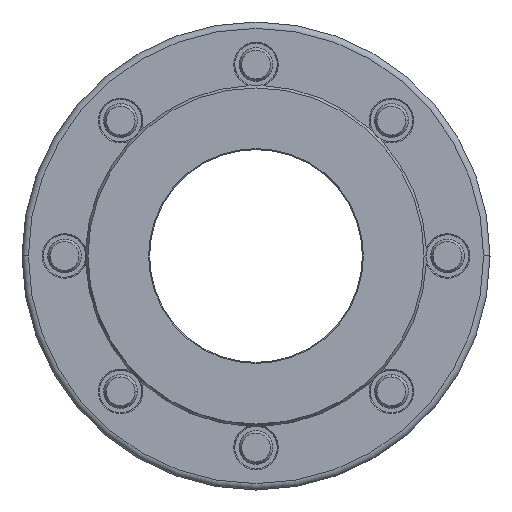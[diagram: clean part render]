
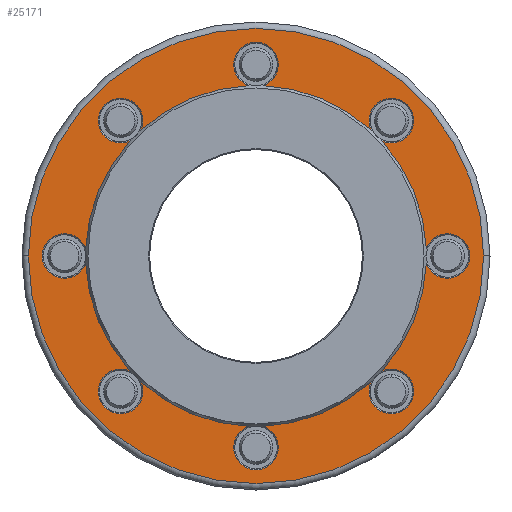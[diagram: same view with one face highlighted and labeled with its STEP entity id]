
A CAD part, left-side view. The second image highlights one B-rep face of the part: STEP entity #25171.
In plain terms, the highlighted planar face has unit normal (-1, 0, 0).
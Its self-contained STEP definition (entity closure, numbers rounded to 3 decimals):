
#4729=CARTESIAN_POINT('',(2.,0.,0.));
#4730=DIRECTION('',(-1.,0.,0.));
#4731=DIRECTION('',(0.,-1.,0.));
#4732=AXIS2_PLACEMENT_3D('',#4729,#4730,#4731);
#4734=CARTESIAN_POINT('',(2.,0.,0.));
#4735=DIRECTION('',(-1.,0.,0.));
#4736=DIRECTION('',(0.,1.,0.));
#4737=AXIS2_PLACEMENT_3D('',#4734,#4735,#4736);
#4764=CARTESIAN_POINT('',(2.,-59.061,
-54.191));
#4766=CARTESIAN_POINT('',(2.,-63.64,-63.64));
#4767=DIRECTION('',(1.,0.,0.));
#4768=DIRECTION('',(0.,0.436,0.9));
#4769=AXIS2_PLACEMENT_3D('',#4766,#4767,#4768);
#4826=CARTESIAN_POINT('',(2.,0.,0.));
#4827=DIRECTION('',(-1.,0.,0.));
#4828=DIRECTION('',(0.,-0.043,-0.999));
#4829=AXIS2_PLACEMENT_3D('',#4826,#4827,#4828);
#4846=CARTESIAN_POINT('',(2.,0.,0.));
#4847=DIRECTION('',(-1.,0.,0.));
#4848=DIRECTION('',(0.,0.676,-0.737));
#4849=AXIS2_PLACEMENT_3D('',#4846,#4847,#4848);
#4866=CARTESIAN_POINT('',(2.,0.,0.));
#4867=DIRECTION('',(-1.,0.,0.));
#4868=DIRECTION('',(0.,0.999,-0.043));
#4869=AXIS2_PLACEMENT_3D('',#4866,#4867,#4868);
#4899=CARTESIAN_POINT('',(2.,0.,0.));
#4900=DIRECTION('',(-1.,0.,0.));
#4901=DIRECTION('',(0.,-0.737,-0.676));
#4902=AXIS2_PLACEMENT_3D('',#4899,#4900,#4901);
#4909=CARTESIAN_POINT('',(2.,-3.443,
-80.081));
#4911=CARTESIAN_POINT('',(2.,0.,-90.));
#4912=DIRECTION('',(1.,0.,0.));
#4913=DIRECTION('',(0.,-0.328,0.945));
#4914=AXIS2_PLACEMENT_3D('',#4911,#4912,#4913);
#4916=CARTESIAN_POINT('',(2.,3.443,-80.081));
#4969=CARTESIAN_POINT('',(2.,54.191,-59.061));
#4971=CARTESIAN_POINT('',(2.,63.64,-63.64));
#4972=DIRECTION('',(1.,0.,0.));
#4973=DIRECTION('',(0.,-0.9,0.436));
#4974=AXIS2_PLACEMENT_3D('',#4971,#4972,#4973);
#4976=CARTESIAN_POINT('',(2.,59.061,-54.191));
#5024=CARTESIAN_POINT('',(2.,80.081,-3.443));
#5031=CARTESIAN_POINT('',(2.,90.,0.));
#5032=DIRECTION('',(1.,0.,0.));
#5033=DIRECTION('',(0.,-0.945,-0.328));
#5034=AXIS2_PLACEMENT_3D('',#5031,#5032,#5033);
#5041=CARTESIAN_POINT('',(2.,80.081,3.443));
#5076=CARTESIAN_POINT('',(2.,0.,0.));
#5077=DIRECTION('',(1.,0.,0.));
#5078=DIRECTION('',(0.,-0.737,0.676));
#5079=AXIS2_PLACEMENT_3D('',#5076,#5077,#5078);
#5101=CARTESIAN_POINT('',(2.,0.,0.));
#5102=DIRECTION('',(1.,0.,0.));
#5103=DIRECTION('',(0.,0.999,0.043));
#5104=AXIS2_PLACEMENT_3D('',#5101,#5102,#5103);
#5121=CARTESIAN_POINT('',(2.,0.,0.));
#5122=DIRECTION('',(1.,0.,0.));
#5123=DIRECTION('',(0.,0.676,0.737));
#5124=AXIS2_PLACEMENT_3D('',#5121,#5122,#5123);
#5141=CARTESIAN_POINT('',(2.,0.,0.));
#5142=DIRECTION('',(1.,0.,0.));
#5143=DIRECTION('',(0.,-0.043,0.999));
#5144=AXIS2_PLACEMENT_3D('',#5141,#5142,#5143);
#5161=CARTESIAN_POINT('',(2.,-80.081,3.443));
#5168=CARTESIAN_POINT('',(2.,-90.,0.));
#5169=DIRECTION('',(1.,0.,0.));
#5170=DIRECTION('',(0.,0.945,0.328));
#5171=AXIS2_PLACEMENT_3D('',#5168,#5169,#5170);
#5178=CARTESIAN_POINT('',(2.,-80.081,
-3.443));
#5276=CARTESIAN_POINT('',(2.,59.061,54.191));
#5278=CARTESIAN_POINT('',(2.,63.64,63.64));
#5279=DIRECTION('',(1.,0.,0.));
#5280=DIRECTION('',(0.,-0.436,-0.9));
#5281=AXIS2_PLACEMENT_3D('',#5278,#5279,#5280);
#5283=CARTESIAN_POINT('',(2.,54.191,59.061));
#5336=CARTESIAN_POINT('',(2.,3.443,80.081));
#5338=CARTESIAN_POINT('',(2.,0.,90.));
#5339=DIRECTION('',(1.,0.,0.));
#5340=DIRECTION('',(0.,0.328,-0.945));
#5341=AXIS2_PLACEMENT_3D('',#5338,#5339,#5340);
#5343=CARTESIAN_POINT('',(2.,-3.443,80.081));
#5396=CARTESIAN_POINT('',(2.,-54.191,59.061));
#5398=CARTESIAN_POINT('',(2.,-63.64,63.64));
#5399=DIRECTION('',(1.,0.,0.));
#5400=DIRECTION('',(0.,0.9,-0.436));
#5401=AXIS2_PLACEMENT_3D('',#5398,#5399,#5400);
#5403=CARTESIAN_POINT('',(2.,-59.061,54.191));
#18676=CARTESIAN_POINT('',(2.,-107.,0.));
#18677=CARTESIAN_POINT('',(2.,107.,0.));
#18678=VERTEX_POINT('',#18676);
#18679=VERTEX_POINT('',#18677);
#18736=VERTEX_POINT('',#4909);
#18753=VERTEX_POINT('',#4969);
#18770=VERTEX_POINT('',#5024);
#18771=VERTEX_POINT('',#5041);
#18788=VERTEX_POINT('',#5276);
#18805=VERTEX_POINT('',#5336);
#18822=VERTEX_POINT('',#5396);
#18839=VERTEX_POINT('',#5161);
#18840=VERTEX_POINT('',#5178);
#18857=VERTEX_POINT('',#4764);
#18858=VERTEX_POINT('',#4916);
#18859=VERTEX_POINT('',#4976);
#18862=VERTEX_POINT('',#5283);
#18863=VERTEX_POINT('',#5343);
#18864=VERTEX_POINT('',#5403);
#18867=CARTESIAN_POINT('',(2.,-54.191,-59.061));
#18868=VERTEX_POINT('',#18867);
#25127=CARTESIAN_POINT('',(2.,0.,0.));
#25128=DIRECTION('',(1.,0.,0.));
#25129=DIRECTION('',(0.,-1.,0.));
#25130=AXIS2_PLACEMENT_3D('',#25127,#25128,#25129);
#25131=PLANE('',#25130);
#25133=ORIENTED_EDGE('',*,*,#25132,.F.);
#25134=ORIENTED_EDGE('',*,*,#25117,.F.);
#25135=EDGE_LOOP('',(#25133,#25134));
#25136=FACE_OUTER_BOUND('',#25135,.F.);
#25138=ORIENTED_EDGE('',*,*,#25137,.F.);
#25140=ORIENTED_EDGE('',*,*,#25139,.T.);
#25142=ORIENTED_EDGE('',*,*,#25141,.F.);
#25144=ORIENTED_EDGE('',*,*,#25143,.F.);
#25146=ORIENTED_EDGE('',*,*,#25145,.F.);
#25148=ORIENTED_EDGE('',*,*,#25147,.F.);
#25150=ORIENTED_EDGE('',*,*,#25149,.F.);
#25152=ORIENTED_EDGE('',*,*,#25151,.F.);
#25154=ORIENTED_EDGE('',*,*,#25153,.F.);
#25156=ORIENTED_EDGE('',*,*,#25155,.F.);
#25158=ORIENTED_EDGE('',*,*,#25157,.F.);
#25160=ORIENTED_EDGE('',*,*,#25159,.T.);
#25162=ORIENTED_EDGE('',*,*,#25161,.F.);
#25164=ORIENTED_EDGE('',*,*,#25163,.T.);
#25166=ORIENTED_EDGE('',*,*,#25165,.F.);
#25168=ORIENTED_EDGE('',*,*,#25167,.T.);
#25169=EDGE_LOOP('',(#25138,#25140,#25142,#25144,#25146,#25148,#25150,#25152,
#25154,#25156,#25158,#25160,#25162,#25164,#25166,#25168));
#25170=FACE_BOUND('',#25169,.F.);
#25171=ADVANCED_FACE('',(#25136,#25170),#25131,.F.);
#4733=CIRCLE('',#4732,107.);
#4738=CIRCLE('',#4737,107.);
#4770=CIRCLE('',#4769,10.5);
#4830=CIRCLE('',#4829,80.155);
#4850=CIRCLE('',#4849,80.155);
#4870=CIRCLE('',#4869,80.155);
#4903=CIRCLE('',#4902,80.155);
#4915=CIRCLE('',#4914,10.5);
#4975=CIRCLE('',#4974,10.5);
#5035=CIRCLE('',#5034,10.5);
#5080=CIRCLE('',#5079,80.155);
#5105=CIRCLE('',#5104,80.155);
#5125=CIRCLE('',#5124,80.155);
#5145=CIRCLE('',#5144,80.155);
#5172=CIRCLE('',#5171,10.5);
#5282=CIRCLE('',#5281,10.5);
#5342=CIRCLE('',#5341,10.5);
#5402=CIRCLE('',#5401,10.5);
#25117=EDGE_CURVE('',#18679,#18678,#4738,.T.);
#25132=EDGE_CURVE('',#18678,#18679,#4733,.T.);
#25137=EDGE_CURVE('',#18857,#18868,#4770,.T.);
#25139=EDGE_CURVE('',#18857,#18840,#4903,.T.);
#25141=EDGE_CURVE('',#18839,#18840,#5172,.T.);
#25143=EDGE_CURVE('',#18864,#18839,#5080,.T.);
#25145=EDGE_CURVE('',#18822,#18864,#5402,.T.);
#25147=EDGE_CURVE('',#18863,#18822,#5145,.T.);
#25149=EDGE_CURVE('',#18805,#18863,#5342,.T.);
#25151=EDGE_CURVE('',#18862,#18805,#5125,.T.);
#25153=EDGE_CURVE('',#18788,#18862,#5282,.T.);
#25155=EDGE_CURVE('',#18771,#18788,#5105,.T.);
#25157=EDGE_CURVE('',#18770,#18771,#5035,.T.);
#25159=EDGE_CURVE('',#18770,#18859,#4870,.T.);
#25161=EDGE_CURVE('',#18753,#18859,#4975,.T.);
#25163=EDGE_CURVE('',#18753,#18858,#4850,.T.);
#25165=EDGE_CURVE('',#18736,#18858,#4915,.T.);
#25167=EDGE_CURVE('',#18736,#18868,#4830,.T.);
